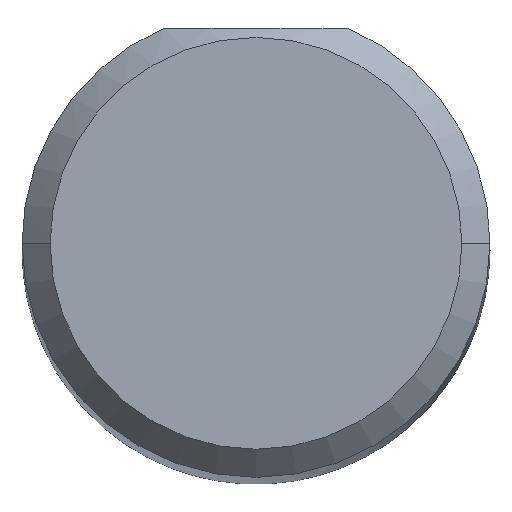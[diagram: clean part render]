
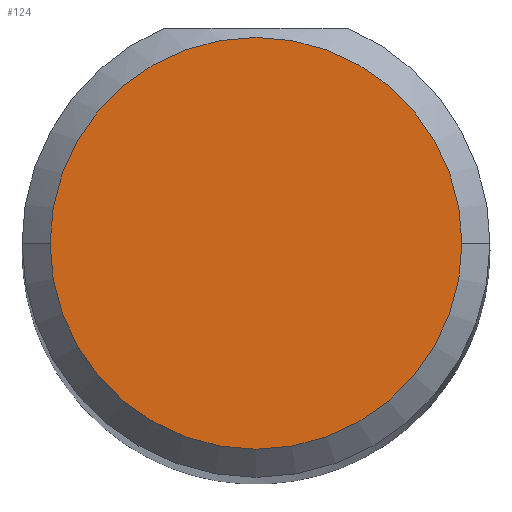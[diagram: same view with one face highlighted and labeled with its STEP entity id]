
A CAD part, top view. The second image highlights one B-rep face of the part: STEP entity #124.
In plain terms, the highlighted planar face has unit normal (0, 0, 1).
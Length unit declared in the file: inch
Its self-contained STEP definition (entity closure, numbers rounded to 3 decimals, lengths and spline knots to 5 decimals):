
#42 = DIRECTION ( 'NONE',  ( 1., 0., 0. ) ) ;
#45 = CARTESIAN_POINT ( 'NONE',  ( 0.11, 0., 2.5 ) ) ;
#57 = EDGE_CURVE ( 'NONE', #386, #518, #84, .T. ) ;
#84 = CIRCLE ( 'NONE', #460, 0.11 ) ;
#91 = DIRECTION ( 'NONE',  ( 0., 0., 1. ) ) ;
#102 = CARTESIAN_POINT ( 'NONE',  ( 0., 0., 2.5 ) ) ;
#124 = ADVANCED_FACE ( 'NONE', ( #556 ), #509, .T. ) ;
#262 = CARTESIAN_POINT ( 'NONE',  ( 0., 0., 2.5 ) ) ;
#274 = AXIS2_PLACEMENT_3D ( 'NONE', #457, #311, #42 ) ;
#287 = AXIS2_PLACEMENT_3D ( 'NONE', #102, #317, #507 ) ;
#311 = DIRECTION ( 'NONE',  ( 0., 0., 1. ) ) ;
#317 = DIRECTION ( 'NONE',  ( 0., 0., 1. ) ) ;
#359 = EDGE_CURVE ( 'NONE', #518, #386, #604, .T. ) ;
#386 = VERTEX_POINT ( 'NONE', #45 ) ;
#427 = ORIENTED_EDGE ( 'NONE', *, *, #359, .T. ) ;
#457 = CARTESIAN_POINT ( 'NONE',  ( 0., 0., 2.5 ) ) ;
#460 = AXIS2_PLACEMENT_3D ( 'NONE', #262, #91, #593 ) ;
#472 = ORIENTED_EDGE ( 'NONE', *, *, #57, .T. ) ;
#480 = EDGE_LOOP ( 'NONE', ( #427, #472 ) ) ;
#507 = DIRECTION ( 'NONE',  ( 1., 0., 0. ) ) ;
#509 = PLANE ( 'NONE',  #287 ) ;
#518 = VERTEX_POINT ( 'NONE', #656 ) ;
#556 = FACE_OUTER_BOUND ( 'NONE', #480, .T. ) ;
#593 = DIRECTION ( 'NONE',  ( 1., 0., 0. ) ) ;
#604 = CIRCLE ( 'NONE', #274, 0.11 ) ;
#656 = CARTESIAN_POINT ( 'NONE',  ( -0.11, 0., 2.5 ) ) ;
